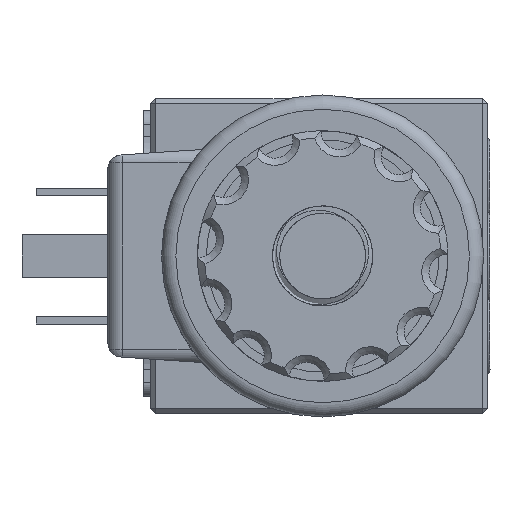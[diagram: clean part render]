
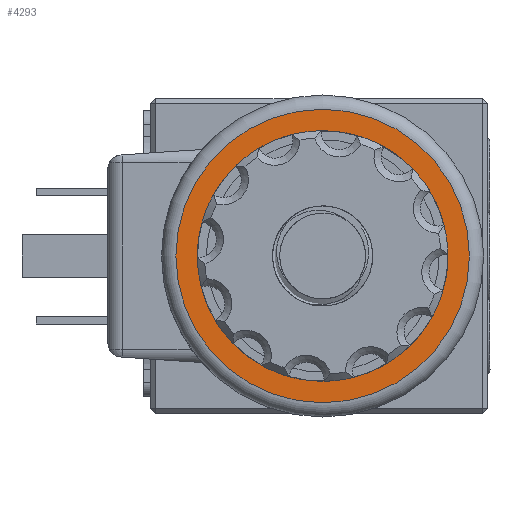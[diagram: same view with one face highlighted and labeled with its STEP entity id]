
A CAD part, left-side view. The second image highlights one B-rep face of the part: STEP entity #4293.
In plain terms, the highlighted planar face has unit normal (-1, 0, 0).
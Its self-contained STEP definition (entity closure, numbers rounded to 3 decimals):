
#3715=FACE_BOUND('',#6284,.T.);
#3716=FACE_BOUND('',#6285,.T.);
#4293=ADVANCED_FACE('',(#3715,#3716),#4901,.T.);
#4901=PLANE('',#14583);
#6284=EDGE_LOOP('',(#8595));
#6285=EDGE_LOOP('',(#8596));
#8595=ORIENTED_EDGE('',*,*,#12554,.F.);
#8596=ORIENTED_EDGE('',*,*,#12555,.T.);
#11036=VERTEX_POINT('',#37480);
#11037=VERTEX_POINT('',#37482);
#12554=EDGE_CURVE('',#11036,#11036,#13702,.T.);
#12555=EDGE_CURVE('',#11037,#11037,#13703,.T.);
#13702=CIRCLE('',#14581,11.5);
#13703=CIRCLE('',#14582,20.5);
#14581=AXIS2_PLACEMENT_3D('',#37479,#17041,#17042);
#14582=AXIS2_PLACEMENT_3D('',#37481,#17043,#17044);
#14583=AXIS2_PLACEMENT_3D('',#37483,#17045,#17046);
#17041=DIRECTION('',(-1.,0.,0.));
#17042=DIRECTION('',(0.,0.,1.));
#17043=DIRECTION('',(-1.,0.,0.));
#17044=DIRECTION('',(0.,0.,1.));
#17045=DIRECTION('',(-1.,0.,0.));
#17046=DIRECTION('',(0.,0.,-1.));
#37479=CARTESIAN_POINT('',(-50.6,-10.122,72.501));
#37480=CARTESIAN_POINT('',(-50.6,-10.122,84.001));
#37481=CARTESIAN_POINT('',(-50.6,-10.122,72.501));
#37482=CARTESIAN_POINT('',(-50.6,-10.121,93.001));
#37483=CARTESIAN_POINT('',(-50.6,-10.122,72.501));
